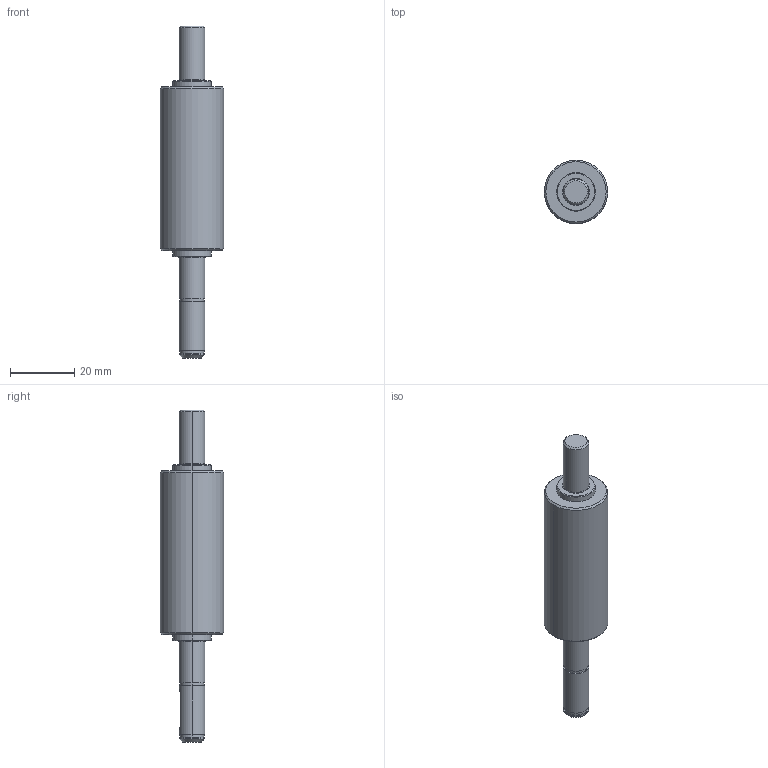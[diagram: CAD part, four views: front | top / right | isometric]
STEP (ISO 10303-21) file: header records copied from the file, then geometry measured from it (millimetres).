
FILE_DESCRIPTION (( 'STEP AP214' ), '1' );
FILE_NAME ('ALTI_AXE_01-axe de roue.STEP', '2020-04-30T16:28:24', ( '' ), ( '' ), 'SwSTEP 2.0', 'SolidWorks 2016', '' );
FILE_SCHEMA (( 'AUTOMOTIVE_DESIGN' ));
Length unit declared in the file: millimetre
Products named in the file (1): ALTI_AXE_01-axe de roue
Bounding box: 19.8 x 19.8 x 103.5 mm (x, y, z)
Volume: 18488.4 mm3; surface area: 5148.8 mm2
Topology: 1 solids, 1 shells, 50 faces, 101 edges, 62 vertices
Faces by surface type: cylinder 21, plane 13, cone 12, torus 4
Entity records: 1397 total; most frequent: CARTESIAN_POINT 267, DIRECTION 259, ORIENTED_EDGE 202, AXIS2_PLACEMENT_3D 110, EDGE_CURVE 101, VERTEX_POINT 62, EDGE_LOOP 59, CIRCLE 59
